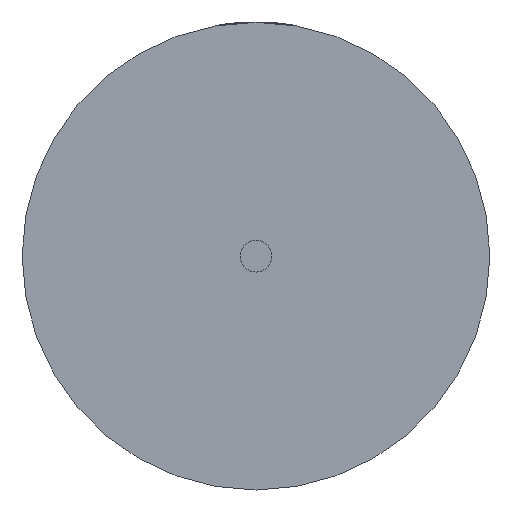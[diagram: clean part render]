
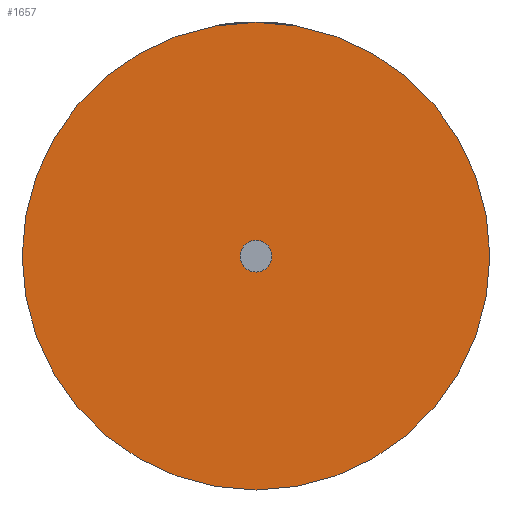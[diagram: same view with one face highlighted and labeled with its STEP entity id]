
A CAD part, front view. The second image highlights one B-rep face of the part: STEP entity #1657.
In plain terms, the highlighted planar face has unit normal (0, -1, 0).
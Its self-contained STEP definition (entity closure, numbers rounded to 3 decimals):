
#164 = DIRECTION ( 'NONE',  ( 0., 0., 1. ) ) ;
#260 = DIRECTION ( 'NONE',  ( 0., 0., 1. ) ) ;
#333 = ORIENTED_EDGE ( 'NONE', *, *, #1780, .T. ) ;
#512 = ORIENTED_EDGE ( 'NONE', *, *, #3042, .F. ) ;
#585 = CIRCLE ( 'NONE', #2184, 6.25 ) ;
#590 = EDGE_CURVE ( 'NONE', #2614, #3054, #3346, .T. ) ;
#671 = AXIS2_PLACEMENT_3D ( 'NONE', #1272, #3516, #2406 ) ;
#724 = CARTESIAN_POINT ( 'NONE',  ( 0., 0., -6.25 ) ) ;
#804 = DIRECTION ( 'NONE',  ( 0., 0., 1. ) ) ;
#920 = EDGE_CURVE ( 'NONE', #2834, #2784, #1577, .T. ) ;
#988 = AXIS2_PLACEMENT_3D ( 'NONE', #2394, #3228, #164 ) ;
#1082 = DIRECTION ( 'NONE',  ( 0., 1., 0. ) ) ;
#1148 = FACE_OUTER_BOUND ( 'NONE', #2956, .T. ) ;
#1189 = DIRECTION ( 'NONE',  ( 0., 1., 0. ) ) ;
#1272 = CARTESIAN_POINT ( 'NONE',  ( 0., 0., 0. ) ) ;
#1297 = CARTESIAN_POINT ( 'NONE',  ( 0., 0., 6.25 ) ) ;
#1318 = AXIS2_PLACEMENT_3D ( 'NONE', #3250, #1082, #804 ) ;
#1323 = CIRCLE ( 'NONE', #671, 0.425 ) ;
#1339 = CARTESIAN_POINT ( 'NONE',  ( 0., 0., 0. ) ) ;
#1577 = CIRCLE ( 'NONE', #988, 6.25 ) ;
#1657 = ADVANCED_FACE ( 'NONE', ( #2813, #1148 ), #2575, .F. ) ;
#1780 = EDGE_CURVE ( 'NONE', #3054, #2614, #1323, .T. ) ;
#2184 = AXIS2_PLACEMENT_3D ( 'NONE', #1339, #3280, #260 ) ;
#2212 = ORIENTED_EDGE ( 'NONE', *, *, #590, .T. ) ;
#2394 = CARTESIAN_POINT ( 'NONE',  ( 0., 0., 0. ) ) ;
#2406 = DIRECTION ( 'NONE',  ( 0., 0., 1. ) ) ;
#2407 = AXIS2_PLACEMENT_3D ( 'NONE', #2612, #1189, #3445 ) ;
#2575 = PLANE ( 'NONE',  #2407 ) ;
#2612 = CARTESIAN_POINT ( 'NONE',  ( 0., 0., 0. ) ) ;
#2614 = VERTEX_POINT ( 'NONE', #3473 ) ;
#2784 = VERTEX_POINT ( 'NONE', #1297 ) ;
#2813 = FACE_BOUND ( 'NONE', #3248, .T. ) ;
#2834 = VERTEX_POINT ( 'NONE', #724 ) ;
#2956 = EDGE_LOOP ( 'NONE', ( #3001, #512 ) ) ;
#3001 = ORIENTED_EDGE ( 'NONE', *, *, #920, .F. ) ;
#3031 = CARTESIAN_POINT ( 'NONE',  ( 0., 0., 0.425 ) ) ;
#3042 = EDGE_CURVE ( 'NONE', #2784, #2834, #585, .T. ) ;
#3054 = VERTEX_POINT ( 'NONE', #3031 ) ;
#3228 = DIRECTION ( 'NONE',  ( 0., 1., 0. ) ) ;
#3248 = EDGE_LOOP ( 'NONE', ( #333, #2212 ) ) ;
#3250 = CARTESIAN_POINT ( 'NONE',  ( 0., 0., 0. ) ) ;
#3280 = DIRECTION ( 'NONE',  ( 0., 1., 0. ) ) ;
#3346 = CIRCLE ( 'NONE', #1318, 0.425 ) ;
#3445 = DIRECTION ( 'NONE',  ( 0., 0., 1. ) ) ;
#3473 = CARTESIAN_POINT ( 'NONE',  ( 0., 0., -0.425 ) ) ;
#3516 = DIRECTION ( 'NONE',  ( 0., 1., 0. ) ) ;
